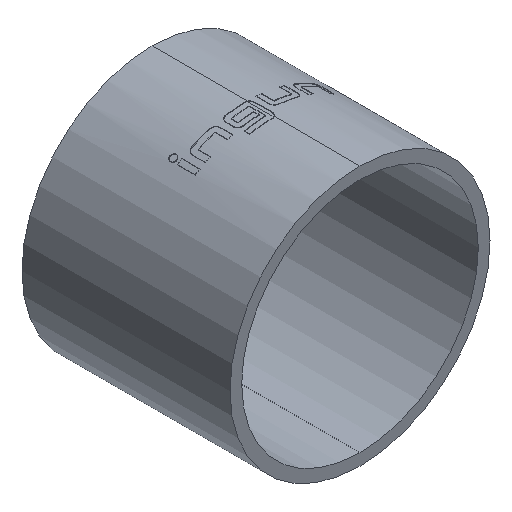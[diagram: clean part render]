
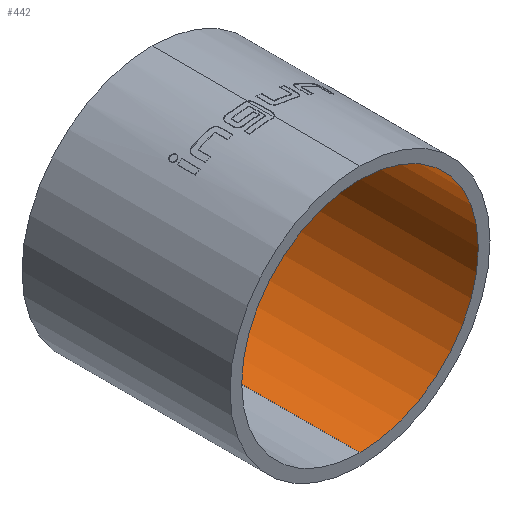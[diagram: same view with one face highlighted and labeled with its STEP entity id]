
A CAD part, isometric view. The second image highlights one B-rep face of the part: STEP entity #442.
In plain terms, the highlighted cylindrical face has radius 2.275 mm (diameter 4.55 mm), a partial arc.
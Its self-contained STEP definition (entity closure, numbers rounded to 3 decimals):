
#81 = CARTESIAN_POINT ( 'NONE',  ( 0., 0., 2.275 ) ) ;
#106 = CARTESIAN_POINT ( 'NONE',  ( 0., 0., 0. ) ) ;
#108 = AXIS2_PLACEMENT_3D ( 'NONE', #335, #2608, #539 ) ;
#139 = VERTEX_POINT ( 'NONE', #1285 ) ;
#152 = VECTOR ( 'NONE', #2049, 1000. ) ;
#235 = ORIENTED_EDGE ( 'NONE', *, *, #1231, .T. ) ;
#335 = CARTESIAN_POINT ( 'NONE',  ( 0., 0., 0. ) ) ;
#345 = DIRECTION ( 'NONE',  ( 0., 1., 0. ) ) ;
#411 = VERTEX_POINT ( 'NONE', #547 ) ;
#442 = ADVANCED_FACE ( 'Defeature ausgef�hrt2_3', ( #1437 ), #2537, .F. ) ;
#465 = AXIS2_PLACEMENT_3D ( 'NONE', #106, #345, #776 ) ;
#539 = DIRECTION ( 'NONE',  ( 0., 0., 1. ) ) ;
#547 = CARTESIAN_POINT ( 'NONE',  ( 0., -4., -2.275 ) ) ;
#606 = VERTEX_POINT ( 'NONE', #2245 ) ;
#686 = CIRCLE ( 'NONE', #465, 2.275 ) ;
#718 = CARTESIAN_POINT ( 'NONE',  ( 0., 0., -2.275 ) ) ;
#776 = DIRECTION ( 'NONE',  ( 0., 0., 1. ) ) ;
#844 = DIRECTION ( 'NONE',  ( 0., 0., 1. ) ) ;
#971 = EDGE_CURVE ( 'NONE', #411, #139, #1363, .T. ) ;
#994 = VERTEX_POINT ( 'NONE', #81 ) ;
#1063 = DIRECTION ( 'NONE',  ( 0., 1., 0. ) ) ;
#1231 = EDGE_CURVE ( 'NONE', #606, #994, #1397, .T. ) ;
#1285 = CARTESIAN_POINT ( 'NONE',  ( 0., 0., -2.275 ) ) ;
#1363 = LINE ( 'NONE', #718, #2500 ) ;
#1376 = ORIENTED_EDGE ( 'NONE', *, *, #1917, .F. ) ;
#1397 = LINE ( 'NONE', #2461, #152 ) ;
#1437 = FACE_OUTER_BOUND ( 'NONE', #2187, .T. ) ;
#1445 = ORIENTED_EDGE ( 'NONE', *, *, #971, .F. ) ;
#1917 = EDGE_CURVE ( 'Defeature ausgef�hrt2_1+Defeature ausgef�hrt2_3+Defeature ausgef�hrt2_3+Defeature ausgef�hrt2_3', #606, #411, #2092, .T. ) ;
#2049 = DIRECTION ( 'NONE',  ( 0., 1., 0. ) ) ;
#2072 = CARTESIAN_POINT ( 'NONE',  ( 0., -4., 0. ) ) ;
#2092 = CIRCLE ( 'NONE', #2420, 2.275 ) ;
#2187 = EDGE_LOOP ( 'NONE', ( #1445, #1376, #235, #2550 ) ) ;
#2245 = CARTESIAN_POINT ( 'NONE',  ( 0., -4., 2.275 ) ) ;
#2401 = EDGE_CURVE ( 'Defeature ausgef�hrt2_3+Defeature ausgef�hrt2_2+Defeature ausgef�hrt2_2+Defeature ausgef�hrt2_2', #994, #139, #686, .T. ) ;
#2420 = AXIS2_PLACEMENT_3D ( 'NONE', #2072, #1063, #844 ) ;
#2461 = CARTESIAN_POINT ( 'NONE',  ( 0., 0., 2.275 ) ) ;
#2500 = VECTOR ( 'NONE', #2602, 1000. ) ;
#2537 = CYLINDRICAL_SURFACE ( 'NONE', #108, 2.275 ) ;
#2550 = ORIENTED_EDGE ( 'NONE', *, *, #2401, .T. ) ;
#2602 = DIRECTION ( 'NONE',  ( 0., 1., 0. ) ) ;
#2608 = DIRECTION ( 'NONE',  ( 0., 1., 0. ) ) ;
